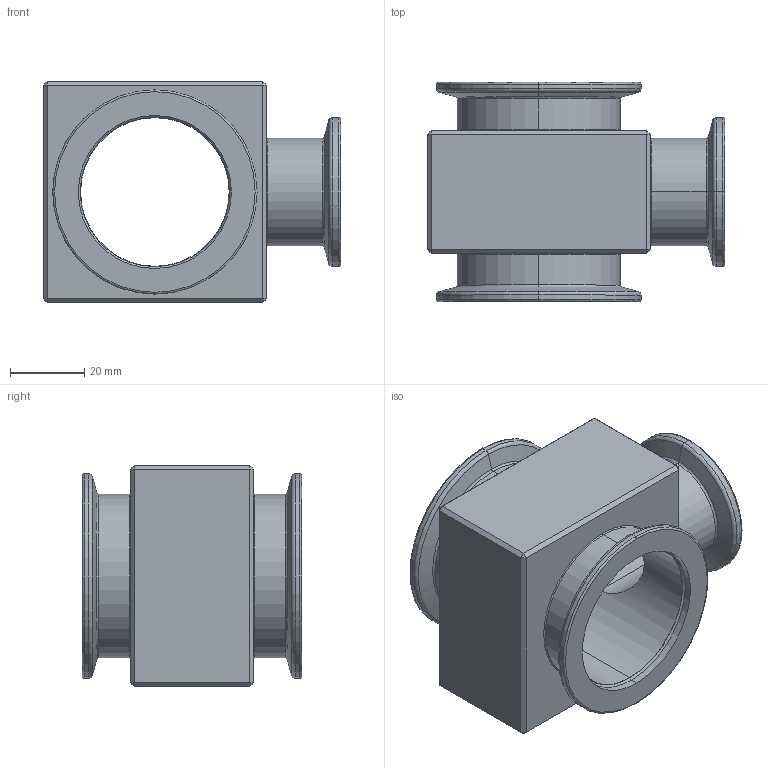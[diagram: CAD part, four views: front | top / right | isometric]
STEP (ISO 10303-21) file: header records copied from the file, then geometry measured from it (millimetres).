
FILE_DESCRIPTION (( 'STEP AP214' ), '1' );
FILE_NAME ('110RTR040-025-V.A.stp', '2018-08-29T06:04:45', ( '' ), ( '' ), 'SwSTEP 2.0', 'SolidWorks 2015', '' );
FILE_SCHEMA (( 'AUTOMOTIVE_DESIGN' ));
Length unit declared in the file: millimetre
Products named in the file (1): 110RTR040-025-V.A
Bounding box: 80 x 59 x 59.5 mm (x, y, z)
Volume: 88058.1 mm3; surface area: 30548.1 mm2
Topology: 1 solids, 1 shells, 90 faces, 180 edges, 98 vertices
Faces by surface type: plane 32, torus 24, cylinder 22, cone 12
Entity records: 2432 total; most frequent: CARTESIAN_POINT 471, DIRECTION 456, ORIENTED_EDGE 360, AXIS2_PLACEMENT_3D 187, EDGE_CURVE 180, EDGE_LOOP 100, VERTEX_POINT 98, CIRCLE 96
